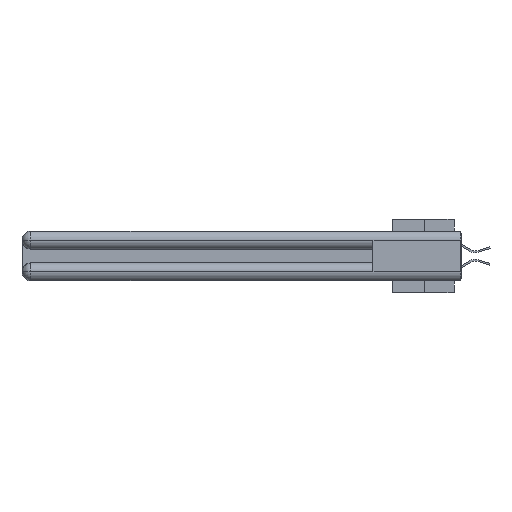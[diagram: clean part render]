
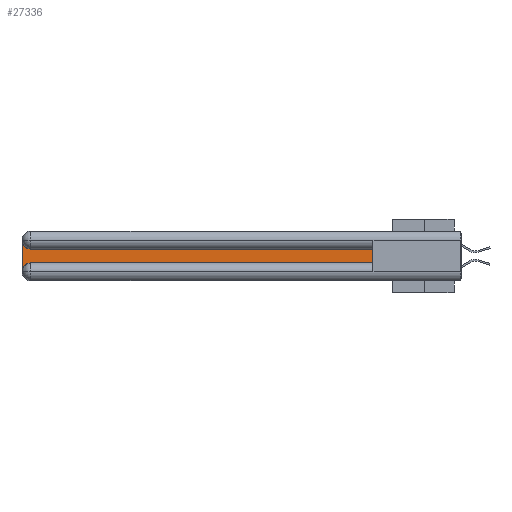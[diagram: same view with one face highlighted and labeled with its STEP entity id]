
A CAD part, left-side view. The second image highlights one B-rep face of the part: STEP entity #27336.
In plain terms, the highlighted planar face has unit normal (-1, 0, 0).
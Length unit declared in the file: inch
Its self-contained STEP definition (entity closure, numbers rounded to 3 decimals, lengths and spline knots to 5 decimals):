
#644 = ORIENTED_EDGE ( 'NONE', *, *, #23993, .T. ) ;
#967 = LINE ( 'NONE', #22021, #20156 ) ;
#2782 = EDGE_CURVE ( 'NONE', #25317, #21041, #38067, .T. ) ;
#3355 = DIRECTION ( 'NONE',  ( 0., 1., 0. ) ) ;
#3531 = VECTOR ( 'NONE', #33630, 39.37008 ) ;
#4206 = VERTEX_POINT ( 'NONE', #21194 ) ;
#5230 = CARTESIAN_POINT ( 'NONE',  ( 0.075, 2.94, -0.2175 ) ) ;
#6163 = FACE_OUTER_BOUND ( 'NONE', #10223, .T. ) ;
#6311 = CARTESIAN_POINT ( 'NONE',  ( 0.075, 3., -0.2775 ) ) ;
#6592 = EDGE_CURVE ( 'NONE', #17758, #4206, #22160, .T. ) ;
#9305 = CARTESIAN_POINT ( 'NONE',  ( 0.075, 2.94, -0.1225 ) ) ;
#10188 = CARTESIAN_POINT ( 'NONE',  ( 0.075, 2.94, -0.2775 ) ) ;
#10223 = EDGE_LOOP ( 'NONE', ( #644, #10301, #27945, #22300, #14724, #25909 ) ) ;
#10301 = ORIENTED_EDGE ( 'NONE', *, *, #6592, .T. ) ;
#11000 = AXIS2_PLACEMENT_3D ( 'NONE', #10188, #18935, #16086 ) ;
#13189 = CARTESIAN_POINT ( 'NONE',  ( 0.075, 0.6, -0.2175 ) ) ;
#14724 = ORIENTED_EDGE ( 'NONE', *, *, #2782, .T. ) ;
#15368 = EDGE_CURVE ( 'NONE', #21041, #29762, #967, .T. ) ;
#16086 = DIRECTION ( 'NONE',  ( 0., 0., -1. ) ) ;
#17758 = VERTEX_POINT ( 'NONE', #9305 ) ;
#18030 = CARTESIAN_POINT ( 'NONE',  ( 0.075, 3., -0.1225 ) ) ;
#18225 = CARTESIAN_POINT ( 'NONE',  ( 0.075, 0.6, -0.2175 ) ) ;
#18379 = CARTESIAN_POINT ( 'NONE',  ( 0.075, 0.6, -0.1225 ) ) ;
#18935 = DIRECTION ( 'NONE',  ( 1., 0., 0. ) ) ;
#18986 = CARTESIAN_POINT ( 'NONE',  ( 0.075, 0.6, -0.1225 ) ) ;
#19413 = DIRECTION ( 'NONE',  ( 0., 0., 1. ) ) ;
#20156 = VECTOR ( 'NONE', #19413, 39.37008 ) ;
#21041 = VERTEX_POINT ( 'NONE', #18225 ) ;
#21194 = CARTESIAN_POINT ( 'NONE',  ( 0.075, 3., -0.0625 ) ) ;
#22021 = CARTESIAN_POINT ( 'NONE',  ( 0.075, 0.6, -0.2175 ) ) ;
#22160 = CIRCLE ( 'NONE', #34646, 0.06 ) ;
#22300 = ORIENTED_EDGE ( 'NONE', *, *, #32604, .T. ) ;
#23786 = DIRECTION ( 'NONE',  ( 1., 0., 0. ) ) ;
#23993 = EDGE_CURVE ( 'NONE', #29762, #17758, #28657, .T. ) ;
#24591 = VECTOR ( 'NONE', #28246, 39.37008 ) ;
#24626 = DIRECTION ( 'NONE',  ( 0., 0., -1. ) ) ;
#25317 = VERTEX_POINT ( 'NONE', #5230 ) ;
#25909 = ORIENTED_EDGE ( 'NONE', *, *, #15368, .T. ) ;
#27086 = AXIS2_PLACEMENT_3D ( 'NONE', #18030, #23786, #29735 ) ;
#27336 = ADVANCED_FACE ( 'NONE', ( #6163 ), #35632, .F. ) ;
#27945 = ORIENTED_EDGE ( 'NONE', *, *, #37547, .T. ) ;
#28246 = DIRECTION ( 'NONE',  ( 0., 0., -1. ) ) ;
#28657 = LINE ( 'NONE', #18379, #33302 ) ;
#29735 = DIRECTION ( 'NONE',  ( 0., 0., -1. ) ) ;
#29762 = VERTEX_POINT ( 'NONE', #18986 ) ;
#30218 = VERTEX_POINT ( 'NONE', #6311 ) ;
#30960 = CARTESIAN_POINT ( 'NONE',  ( 0.075, 3., -0.2175 ) ) ;
#32604 = EDGE_CURVE ( 'NONE', #30218, #25317, #34715, .T. ) ;
#33302 = VECTOR ( 'NONE', #3355, 39.37008 ) ;
#33630 = DIRECTION ( 'NONE',  ( 0., -1., 0. ) ) ;
#34646 = AXIS2_PLACEMENT_3D ( 'NONE', #36465, #36599, #24626 ) ;
#34715 = CIRCLE ( 'NONE', #11000, 0.06 ) ;
#35632 = PLANE ( 'NONE',  #27086 ) ;
#36249 = LINE ( 'NONE', #30960, #24591 ) ;
#36465 = CARTESIAN_POINT ( 'NONE',  ( 0.075, 2.94, -0.0625 ) ) ;
#36599 = DIRECTION ( 'NONE',  ( 1., 0., 0. ) ) ;
#37547 = EDGE_CURVE ( 'NONE', #4206, #30218, #36249, .T. ) ;
#38067 = LINE ( 'NONE', #13189, #3531 ) ;
